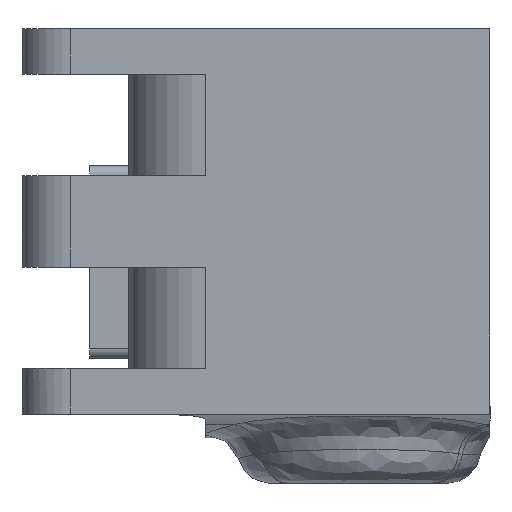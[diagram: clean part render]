
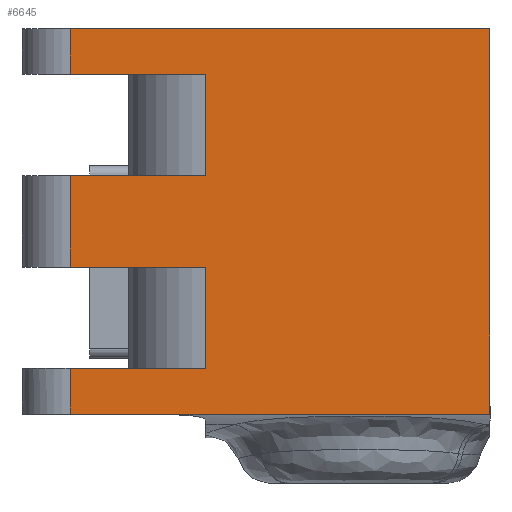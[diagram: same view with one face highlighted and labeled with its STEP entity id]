
A CAD part, top view. The second image highlights one B-rep face of the part: STEP entity #6645.
In plain terms, the highlighted planar face has unit normal (0, 0, 1).
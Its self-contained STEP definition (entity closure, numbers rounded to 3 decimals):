
#219=PLANE('',#7080);
#728=FACE_OUTER_BOUND('',#1160,.T.);
#1160=EDGE_LOOP('',(#6172,#6173,#6174,#6175,#6176,#6177,#6178,#6179,#6180,
#6181,#6182,#6183));
#1756=LINE('',#14237,#2223);
#1893=LINE('',#14612,#2360);
#2126=LINE('',#15203,#2593);
#2130=LINE('',#15215,#2597);
#2136=LINE('',#15231,#2603);
#2137=LINE('',#15237,#2604);
#2138=LINE('',#15243,#2605);
#2139=LINE('',#15249,#2606);
#2140=LINE('',#15255,#2607);
#2141=LINE('',#15257,#2608);
#2142=LINE('',#15259,#2609);
#2146=LINE('',#15269,#2613);
#2223=VECTOR('',#7315,10.);
#2360=VECTOR('',#7636,10.);
#2593=VECTOR('',#8305,10.);
#2597=VECTOR('',#8317,10.);
#2603=VECTOR('',#8341,10.);
#2604=VECTOR('',#8348,10.);
#2605=VECTOR('',#8355,10.);
#2606=VECTOR('',#8362,10.);
#2607=VECTOR('',#8369,10.);
#2608=VECTOR('',#8372,10.);
#2609=VECTOR('',#8375,10.);
#2613=VECTOR('',#8389,10.);
#2924=VERTEX_POINT('',#14234);
#2925=VERTEX_POINT('',#14236);
#3071=VERTEX_POINT('',#14611);
#3208=VERTEX_POINT('',#15196);
#3211=VERTEX_POINT('',#15201);
#3212=VERTEX_POINT('',#15208);
#3215=VERTEX_POINT('',#15213);
#3216=VERTEX_POINT('',#15229);
#3218=VERTEX_POINT('',#15235);
#3220=VERTEX_POINT('',#15241);
#3222=VERTEX_POINT('',#15247);
#3224=VERTEX_POINT('',#15253);
#3692=EDGE_CURVE('',#2924,#2925,#1756,.T.);
#3882=EDGE_CURVE('',#2925,#3071,#1893,.T.);
#4179=EDGE_CURVE('',#3211,#3208,#2126,.T.);
#4185=EDGE_CURVE('',#3215,#3212,#2130,.T.);
#4192=EDGE_CURVE('',#3211,#3216,#2136,.T.);
#4195=EDGE_CURVE('',#3218,#3208,#2137,.T.);
#4198=EDGE_CURVE('',#3215,#3220,#2138,.T.);
#4201=EDGE_CURVE('',#3222,#3212,#2139,.T.);
#4204=EDGE_CURVE('',#3224,#3220,#2140,.T.);
#4205=EDGE_CURVE('',#3218,#2924,#2141,.T.);
#4206=EDGE_CURVE('',#3222,#3216,#2142,.T.);
#4211=EDGE_CURVE('',#3071,#3224,#2146,.T.);
#6172=ORIENTED_EDGE('',*,*,#4192,.T.);
#6173=ORIENTED_EDGE('',*,*,#4206,.F.);
#6174=ORIENTED_EDGE('',*,*,#4201,.T.);
#6175=ORIENTED_EDGE('',*,*,#4185,.F.);
#6176=ORIENTED_EDGE('',*,*,#4198,.T.);
#6177=ORIENTED_EDGE('',*,*,#4204,.F.);
#6178=ORIENTED_EDGE('',*,*,#4211,.F.);
#6179=ORIENTED_EDGE('',*,*,#3882,.F.);
#6180=ORIENTED_EDGE('',*,*,#3692,.F.);
#6181=ORIENTED_EDGE('',*,*,#4205,.F.);
#6182=ORIENTED_EDGE('',*,*,#4195,.T.);
#6183=ORIENTED_EDGE('',*,*,#4179,.F.);
#6645=ADVANCED_FACE('',(#728),#219,.T.);
#7080=AXIS2_PLACEMENT_3D('',#15270,#8390,#8391);
#7315=DIRECTION('',(1.,0.,0.));
#7636=DIRECTION('',(0.,-1.,0.));
#8305=DIRECTION('',(0.,1.,0.));
#8317=DIRECTION('',(0.,1.,0.));
#8341=DIRECTION('',(-1.,0.,0.));
#8348=DIRECTION('',(1.,0.,0.));
#8355=DIRECTION('',(-1.,0.,0.));
#8362=DIRECTION('',(1.,0.,0.));
#8369=DIRECTION('',(0.,1.,0.));
#8372=DIRECTION('',(0.,1.,0.));
#8375=DIRECTION('',(0.,1.,0.));
#8389=DIRECTION('',(-1.,0.,0.));
#8390=DIRECTION('center_axis',(0.,0.,1.));
#8391=DIRECTION('ref_axis',(0.,1.,0.));
#14234=CARTESIAN_POINT('',(62.2,80.5,26.3));
#14236=CARTESIAN_POINT('',(105.75,80.5,26.3));
#14237=CARTESIAN_POINT('',(82.75,80.5,26.3));
#14611=CARTESIAN_POINT('',(105.75,40.5,26.3));
#14612=CARTESIAN_POINT('',(105.75,80.5,26.3));
#15196=CARTESIAN_POINT('',(76.2,75.75,26.3));
#15201=CARTESIAN_POINT('',(76.2,65.25,26.3));
#15203=CARTESIAN_POINT('',(76.2,58.125,26.3));
#15208=CARTESIAN_POINT('',(76.2,55.75,26.3));
#15213=CARTESIAN_POINT('',(76.2,45.25,26.3));
#15215=CARTESIAN_POINT('',(76.2,48.125,26.3));
#15229=CARTESIAN_POINT('',(62.2,65.25,26.3));
#15231=CARTESIAN_POINT('',(75.475,65.25,26.3));
#15235=CARTESIAN_POINT('',(62.2,75.75,26.3));
#15237=CARTESIAN_POINT('',(69.975,75.75,26.3));
#15241=CARTESIAN_POINT('',(62.2,45.25,26.3));
#15243=CARTESIAN_POINT('',(75.475,45.25,26.3));
#15247=CARTESIAN_POINT('',(62.2,55.75,26.3));
#15249=CARTESIAN_POINT('',(69.975,55.75,26.3));
#15253=CARTESIAN_POINT('',(62.2,40.5,26.3));
#15255=CARTESIAN_POINT('',(62.2,40.5,26.3));
#15257=CARTESIAN_POINT('',(62.2,40.5,26.3));
#15259=CARTESIAN_POINT('',(62.2,40.5,26.3));
#15269=CARTESIAN_POINT('',(82.75,40.5,26.3));
#15270=CARTESIAN_POINT('Origin',(82.75,40.5,26.3));
